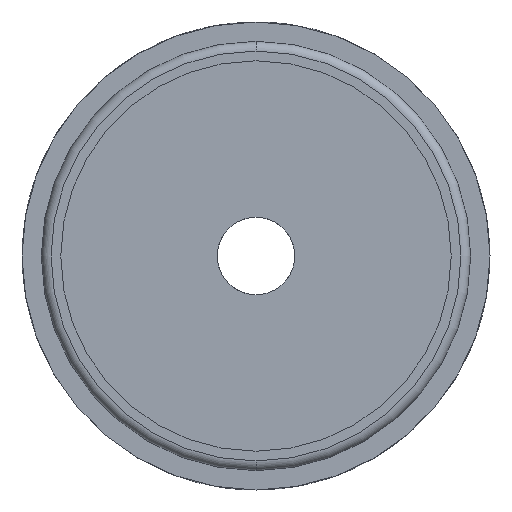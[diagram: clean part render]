
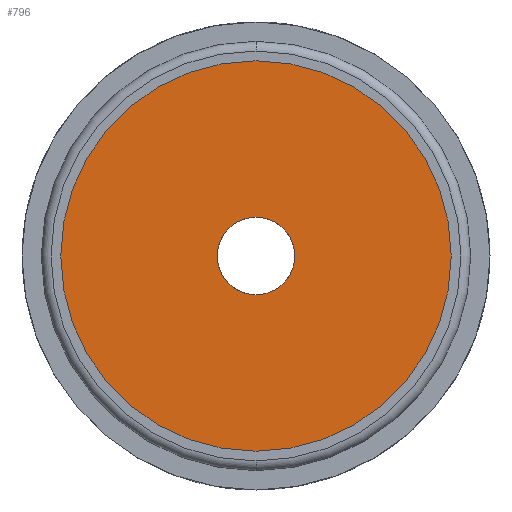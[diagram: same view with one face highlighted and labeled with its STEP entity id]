
A CAD part, front view. The second image highlights one B-rep face of the part: STEP entity #796.
In plain terms, the highlighted planar face has unit normal (0, -1, 0).
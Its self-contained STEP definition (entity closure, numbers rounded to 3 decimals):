
#18 = FACE_OUTER_BOUND ( 'NONE', #222, .T. ) ;
#36 = DIRECTION ( 'NONE',  ( 0., -1., 0. ) ) ;
#43 = VERTEX_POINT ( 'NONE', #1158 ) ;
#72 = ORIENTED_EDGE ( 'NONE', *, *, #193, .T. ) ;
#89 = CARTESIAN_POINT ( 'NONE',  ( 0., 30., 20.15 ) ) ;
#109 = VERTEX_POINT ( 'NONE', #89 ) ;
#193 = EDGE_CURVE ( 'NONE', #109, #528, #612, .T. ) ;
#222 = EDGE_LOOP ( 'NONE', ( #1397, #72 ) ) ;
#247 = CARTESIAN_POINT ( 'NONE',  ( 0., 30., 0. ) ) ;
#318 = EDGE_LOOP ( 'NONE', ( #724, #463 ) ) ;
#330 = CARTESIAN_POINT ( 'NONE',  ( 0., 30., 0. ) ) ;
#341 = EDGE_CURVE ( 'NONE', #356, #43, #719, .T. ) ;
#356 = VERTEX_POINT ( 'NONE', #429 ) ;
#413 = CIRCLE ( 'NONE', #1267, 20.15 ) ;
#425 = CARTESIAN_POINT ( 'NONE',  ( 0., 30., 0. ) ) ;
#429 = CARTESIAN_POINT ( 'NONE',  ( 0., 30., 4. ) ) ;
#457 = AXIS2_PLACEMENT_3D ( 'NONE', #330, #1418, #893 ) ;
#463 = ORIENTED_EDGE ( 'NONE', *, *, #341, .F. ) ;
#493 = EDGE_CURVE ( 'NONE', #528, #109, #413, .T. ) ;
#528 = VERTEX_POINT ( 'NONE', #1200 ) ;
#546 = DIRECTION ( 'NONE',  ( 0., 0., -1. ) ) ;
#612 = CIRCLE ( 'NONE', #979, 20.15 ) ;
#675 = CARTESIAN_POINT ( 'NONE',  ( 0., 30., 0. ) ) ;
#692 = FACE_BOUND ( 'NONE', #318, .T. ) ;
#693 = DIRECTION ( 'NONE',  ( 0., -1., 0. ) ) ;
#719 = CIRCLE ( 'NONE', #457, 4. ) ;
#724 = ORIENTED_EDGE ( 'NONE', *, *, #1214, .F. ) ;
#743 = CIRCLE ( 'NONE', #948, 4. ) ;
#796 = ADVANCED_FACE ( 'NONE', ( #692, #18 ), #1008, .T. ) ;
#865 = AXIS2_PLACEMENT_3D ( 'NONE', #675, #36, #546 ) ;
#893 = DIRECTION ( 'NONE',  ( 0., 0., -1. ) ) ;
#948 = AXIS2_PLACEMENT_3D ( 'NONE', #247, #693, #1423 ) ;
#949 = CARTESIAN_POINT ( 'NONE',  ( 0., 30., 0. ) ) ;
#979 = AXIS2_PLACEMENT_3D ( 'NONE', #949, #1280, #1297 ) ;
#1008 = PLANE ( 'NONE',  #865 ) ;
#1158 = CARTESIAN_POINT ( 'NONE',  ( 0., 30., -4. ) ) ;
#1200 = CARTESIAN_POINT ( 'NONE',  ( 0., 30., -20.15 ) ) ;
#1214 = EDGE_CURVE ( 'NONE', #43, #356, #743, .T. ) ;
#1267 = AXIS2_PLACEMENT_3D ( 'NONE', #425, #1310, #1317 ) ;
#1280 = DIRECTION ( 'NONE',  ( 0., -1., 0. ) ) ;
#1297 = DIRECTION ( 'NONE',  ( 0., 0., -1. ) ) ;
#1310 = DIRECTION ( 'NONE',  ( 0., -1., 0. ) ) ;
#1317 = DIRECTION ( 'NONE',  ( 0., 0., -1. ) ) ;
#1397 = ORIENTED_EDGE ( 'NONE', *, *, #493, .T. ) ;
#1418 = DIRECTION ( 'NONE',  ( 0., -1., 0. ) ) ;
#1423 = DIRECTION ( 'NONE',  ( 0., 0., -1. ) ) ;
